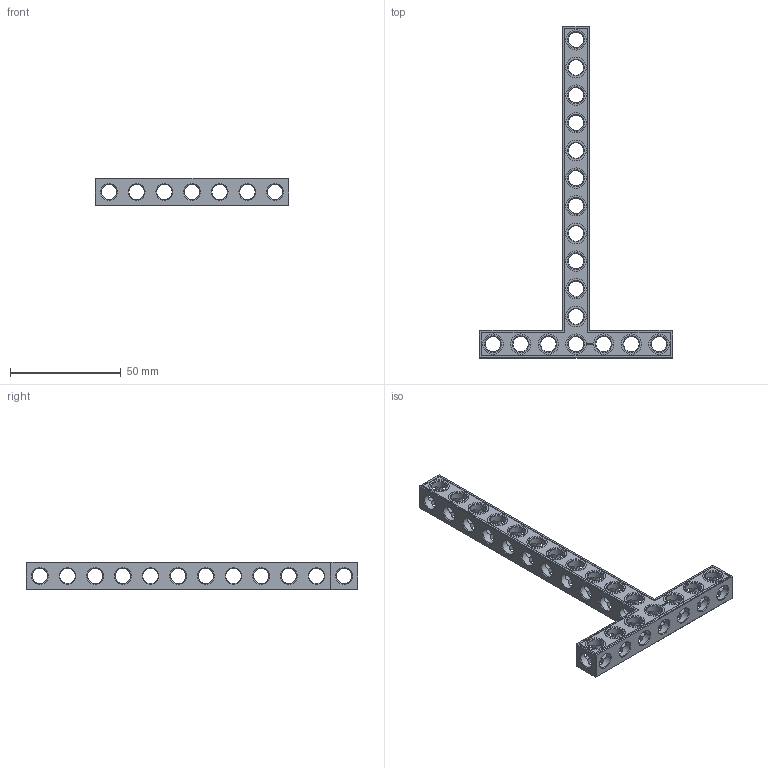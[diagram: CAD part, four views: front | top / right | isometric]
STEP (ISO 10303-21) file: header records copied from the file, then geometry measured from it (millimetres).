
FILE_DESCRIPTION(('FreeCAD Model'),'2;1');
FILE_NAME('Open CASCADE Shape Model','2021-08-09T15:14:17',( 'Paulo Kiefe'),('STEMFIE.org'),'Open CASCADE STEP processor 7.4', 'FreeCAD','Unknown');
FILE_SCHEMA(('AUTOMOTIVE_DESIGN { 1 0 10303 214 1 1 1 1 }'));
Products named in the file (1): Beam_TSH_SYM_ESS_BU07x12x01_-_SPN-BEM-1048_(stemfie.org)
Bounding box: 87.5 x 150 x 12.5 mm (x, y, z)
Volume: 17567.6 mm3; surface area: 15835.3 mm2
Topology: 1 solids, 1 shells, 731 faces, 2192 edges, 1446 vertices
Faces by surface type: plane 404, extrusion 138, cylinder 113, cone 76
Full cylindrical faces by diameter (mm): 7 x91, 9.2 x18
Entity records: 65149 total; most frequent: CARTESIAN_POINT 18512, DIRECTION 6926, VECTOR 4504, ORIENTED_EDGE 4384, PCURVE 4384, DEFINITIONAL_REPRESENTATION 4384, LINE 4366, EDGE_CURVE 2192
